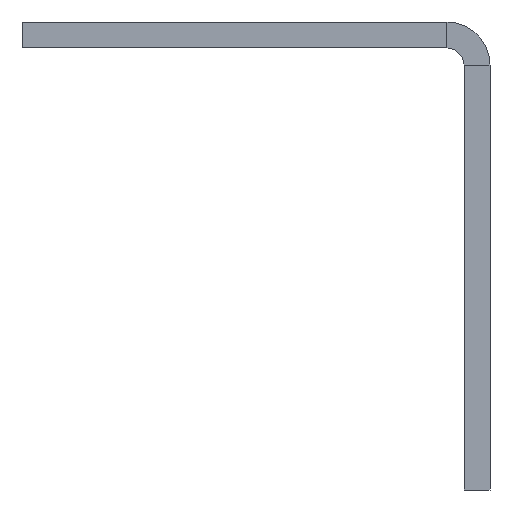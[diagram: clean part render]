
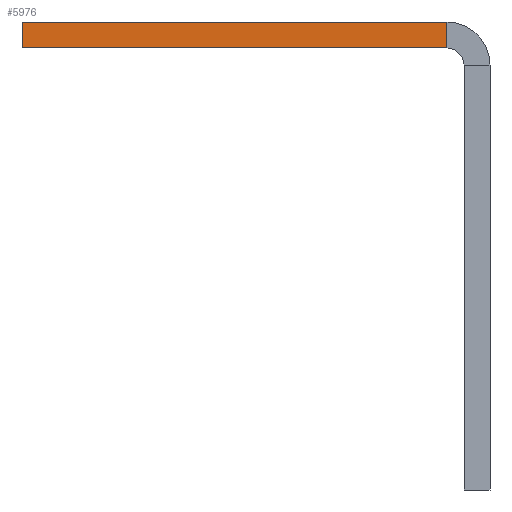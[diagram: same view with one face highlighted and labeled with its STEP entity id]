
A CAD part, front view. The second image highlights one B-rep face of the part: STEP entity #5976.
In plain terms, the highlighted planar face has unit normal (0, -1, 0).
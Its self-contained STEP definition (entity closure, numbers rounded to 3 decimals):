
#61 = VECTOR ( 'NONE', #1202, 1000. ) ;
#89 = ORIENTED_EDGE ( 'NONE', *, *, #3627, .T. ) ;
#747 = EDGE_CURVE ( 'NONE', #2518, #3920, #1204, .T. ) ;
#1173 = LINE ( 'NONE', #3284, #3418 ) ;
#1196 = VECTOR ( 'NONE', #6608, 1000. ) ;
#1202 = DIRECTION ( 'NONE',  ( 1., 0., 0. ) ) ;
#1204 = LINE ( 'NONE', #3487, #1196 ) ;
#1313 = LINE ( 'NONE', #3448, #61 ) ;
#1511 = CARTESIAN_POINT ( 'NONE',  ( -29.358, 0., -4.677 ) ) ;
#1670 = VERTEX_POINT ( 'NONE', #4996 ) ;
#2071 = DIRECTION ( 'NONE',  ( 0., -1., 0. ) ) ;
#2518 = VERTEX_POINT ( 'NONE', #4811 ) ;
#2682 = DIRECTION ( 'NONE',  ( 1., 0., 0. ) ) ;
#3130 = FACE_OUTER_BOUND ( 'NONE', #6711, .T. ) ;
#3284 = CARTESIAN_POINT ( 'NONE',  ( -56.558, 0., -3.677 ) ) ;
#3342 = CARTESIAN_POINT ( 'NONE',  ( -56.558, 0., -3.677 ) ) ;
#3418 = VECTOR ( 'NONE', #2682, 1000. ) ;
#3448 = CARTESIAN_POINT ( 'NONE',  ( -56.558, 0., -2.177 ) ) ;
#3487 = CARTESIAN_POINT ( 'NONE',  ( -56.558, 0., -2.177 ) ) ;
#3534 = EDGE_CURVE ( 'NONE', #3920, #4037, #1173, .T. ) ;
#3627 = EDGE_CURVE ( 'NONE', #4037, #1670, #5227, .T. ) ;
#3920 = VERTEX_POINT ( 'NONE', #3342 ) ;
#3999 = EDGE_CURVE ( 'NONE', #2518, #1670, #1313, .T. ) ;
#4037 = VERTEX_POINT ( 'NONE', #5811 ) ;
#4130 = CARTESIAN_POINT ( 'NONE',  ( -31.858, 0., -3.677 ) ) ;
#4643 = ORIENTED_EDGE ( 'NONE', *, *, #3534, .T. ) ;
#4732 = DIRECTION ( 'NONE',  ( 0., 0., 1. ) ) ;
#4811 = CARTESIAN_POINT ( 'NONE',  ( -56.558, 0., -2.177 ) ) ;
#4996 = CARTESIAN_POINT ( 'NONE',  ( -31.858, 0., -2.177 ) ) ;
#5122 = AXIS2_PLACEMENT_3D ( 'NONE', #1511, #2071, #5455 ) ;
#5227 = LINE ( 'NONE', #4130, #5935 ) ;
#5422 = ORIENTED_EDGE ( 'NONE', *, *, #747, .T. ) ;
#5455 = DIRECTION ( 'NONE',  ( 0., 0., -1. ) ) ;
#5811 = CARTESIAN_POINT ( 'NONE',  ( -31.858, 0., -3.677 ) ) ;
#5935 = VECTOR ( 'NONE', #4732, 1000. ) ;
#5976 = ADVANCED_FACE ( 'NONE', ( #3130 ), #6011, .T. ) ;
#6011 = PLANE ( 'NONE',  #5122 ) ;
#6608 = DIRECTION ( 'NONE',  ( 0., 0., -1. ) ) ;
#6711 = EDGE_LOOP ( 'NONE', ( #4643, #89, #6901, #5422 ) ) ;
#6901 = ORIENTED_EDGE ( 'NONE', *, *, #3999, .F. ) ;
